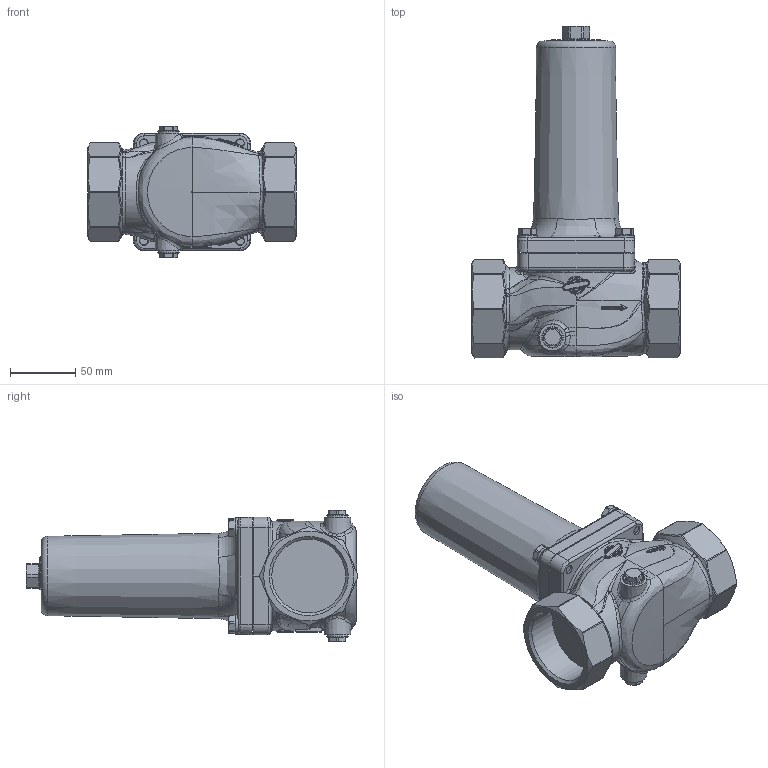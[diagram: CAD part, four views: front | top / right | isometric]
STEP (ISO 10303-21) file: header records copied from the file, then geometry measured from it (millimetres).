
FILE_DESCRIPTION(/* description */ (''),/* implementation_level */ '2;1');
FILE_NAME(/* name */ '073207-000A0.stp',/* time_stamp */ '2022-07-08T08:37:31+02:00',/* author */ ('junkers'),/* organization */ (''),/* preprocessor_version */ 'ST-DEVELOPER v19',/* originating_system */ 'Autodesk Inventor 2023',/* authorisation */ '');
FILE_SCHEMA (('AUTOMOTIVE_DESIGN { 1 0 10303 214 3 1 1 }'));
Length unit declared in the file: millimetre
Products named in the file (1): 073207-step
Bounding box: 160 x 254.57 x 101 mm (x, y, z)
Volume: 1272454.5 mm3; surface area: 110255.6 mm2
Topology: 1 solids, 2 shells, 900 faces, 2274 edges, 1391 vertices
Faces by surface type: bspline 315, cylinder 212, plane 205, cone 85, sphere 45, torus 38
Full cylindrical faces by diameter (mm): 3 x1, 6.647 x4, 8 x4, 8.5 x4, 10 x3, 10.106 x1, 16.5 x2, 20 x1, 56.66 x2, 83.4 x1, 83.5 x1
Entity records: 42025 total; most frequent: CARTESIAN_POINT 22775, ORIENTED_EDGE 4526, DIRECTION 3282, EDGE_CURVE 2263, VERTEX_POINT 1390, AXIS2_PLACEMENT_3D 1385, EDGE_LOOP 947, FACE_OUTER_BOUND 900
